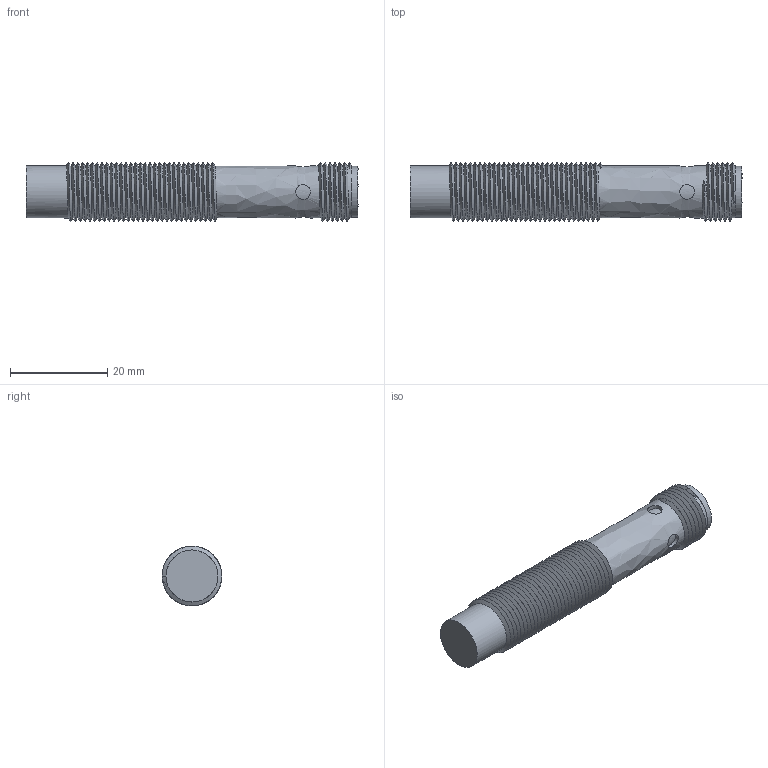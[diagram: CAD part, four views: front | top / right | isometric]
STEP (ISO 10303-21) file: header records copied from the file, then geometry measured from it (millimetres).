
FILE_DESCRIPTION( ('This file contains a STEP AP42 implementation' ,'as created by ZW3D STEP Interface translator.') ,'2;1' );
FILE_NAME( 'ECS2-1204X-XUU3.stp' ,'20 522.193435', (''), ('ZWCAD Software Co.'), 'Version 1.0', 'ZW3D to STEP translator', '' );
FILE_SCHEMA(('AUTOMOTIVE_DESIGN'));
Length unit declared in the file: millimetre
Products named in the file (2): 0; ECS2-1204X-XUU3
Bounding box: 68.3 x 12.26 x 12.26 mm (x, y, z)
Volume: 6133.6 mm3; surface area: 4062.7 mm2
Topology: 1 solids, 4 shells, 78 faces, 202 edges, 135 vertices
Faces by surface type: bspline 78
Entity records: 4597 total; most frequent: CARTESIAN_POINT 3400, ORIENTED_EDGE 389, EDGE_CURVE 196, VERTEX_POINT 128, B_SPLINE_CURVE_WITH_KNOTS 95, EDGE_LOOP 83, FACE_OUTER_BOUND 78, ADVANCED_FACE 78
